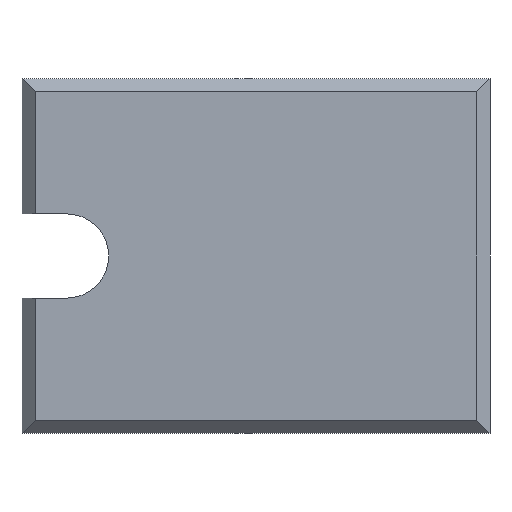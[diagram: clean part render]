
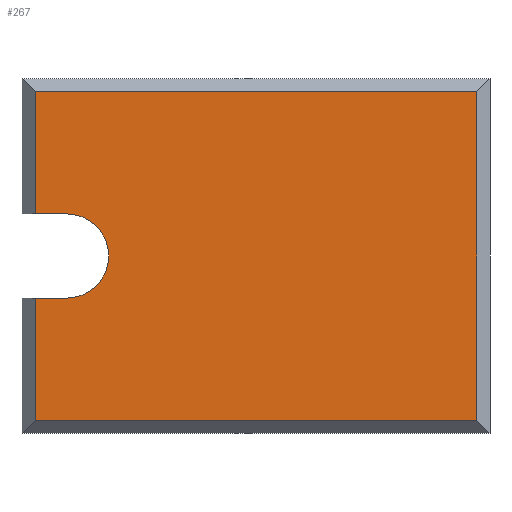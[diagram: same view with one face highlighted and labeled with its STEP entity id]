
A CAD part, front view. The second image highlights one B-rep face of the part: STEP entity #267.
In plain terms, the highlighted planar face has unit normal (0, -1, 0).
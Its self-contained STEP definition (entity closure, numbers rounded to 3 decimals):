
#3 = VECTOR ( 'NONE', #406, 1000. ) ;
#18 = VERTEX_POINT ( 'NONE', #434 ) ;
#33 = LINE ( 'NONE', #863, #491 ) ;
#45 = DIRECTION ( 'NONE',  ( -1., 0., 0. ) ) ;
#52 = CARTESIAN_POINT ( 'NONE',  ( -15.75, 0., -3.5 ) ) ;
#70 = DIRECTION ( 'NONE',  ( 0., 1., 0. ) ) ;
#95 = LINE ( 'NONE', #567, #342 ) ;
#127 = VERTEX_POINT ( 'NONE', #222 ) ;
#129 = CARTESIAN_POINT ( 'NONE',  ( -18.35, 0., -3.5 ) ) ;
#136 = CARTESIAN_POINT ( 'NONE',  ( -18.35, 0., 0. ) ) ;
#164 = CARTESIAN_POINT ( 'NONE',  ( 0., 0., 3.5 ) ) ;
#173 = VERTEX_POINT ( 'NONE', #129 ) ;
#179 = AXIS2_PLACEMENT_3D ( 'NONE', #206, #70, #340 ) ;
#206 = CARTESIAN_POINT ( 'NONE',  ( 0., 0., 0. ) ) ;
#209 = FACE_OUTER_BOUND ( 'NONE', #819, .T. ) ;
#216 = ORIENTED_EDGE ( 'NONE', *, *, #691, .T. ) ;
#222 = CARTESIAN_POINT ( 'NONE',  ( -18.35, 0., -13.65 ) ) ;
#227 = DIRECTION ( 'NONE',  ( -1., 0., 0. ) ) ;
#230 = VERTEX_POINT ( 'NONE', #833 ) ;
#234 = DIRECTION ( 'NONE',  ( 0., -1., 0. ) ) ;
#243 = DIRECTION ( 'NONE',  ( -1., 0., 0. ) ) ;
#250 = EDGE_CURVE ( 'NONE', #589, #173, #846, .T. ) ;
#251 = ORIENTED_EDGE ( 'NONE', *, *, #748, .T. ) ;
#267 = ADVANCED_FACE ( 'NONE', ( #209 ), #536, .F. ) ;
#322 = ORIENTED_EDGE ( 'NONE', *, *, #756, .F. ) ;
#325 = EDGE_CURVE ( 'NONE', #736, #780, #409, .T. ) ;
#336 = ORIENTED_EDGE ( 'NONE', *, *, #600, .T. ) ;
#340 = DIRECTION ( 'NONE',  ( 0., 0., 1. ) ) ;
#342 = VECTOR ( 'NONE', #360, 1000. ) ;
#351 = DIRECTION ( 'NONE',  ( 0., 0., 1. ) ) ;
#355 = ORIENTED_EDGE ( 'NONE', *, *, #325, .T. ) ;
#360 = DIRECTION ( 'NONE',  ( 0., 0., -1. ) ) ;
#366 = CARTESIAN_POINT ( 'NONE',  ( -18.35, 0., 3.5 ) ) ;
#406 = DIRECTION ( 'NONE',  ( 0., 0., -1. ) ) ;
#409 = LINE ( 'NONE', #136, #3 ) ;
#412 = VECTOR ( 'NONE', #794, 1000. ) ;
#426 = EDGE_CURVE ( 'NONE', #173, #127, #95, .T. ) ;
#434 = CARTESIAN_POINT ( 'NONE',  ( 18.35, 0., -13.65 ) ) ;
#437 = CARTESIAN_POINT ( 'NONE',  ( -18.35, 0., 13.65 ) ) ;
#464 = EDGE_CURVE ( 'NONE', #589, #230, #601, .T. ) ;
#491 = VECTOR ( 'NONE', #782, 1000. ) ;
#495 = CARTESIAN_POINT ( 'NONE',  ( 0., 0., 13.65 ) ) ;
#514 = LINE ( 'NONE', #495, #744 ) ;
#536 = PLANE ( 'NONE',  #179 ) ;
#567 = CARTESIAN_POINT ( 'NONE',  ( -18.35, 0., 0. ) ) ;
#589 = VERTEX_POINT ( 'NONE', #52 ) ;
#600 = EDGE_CURVE ( 'NONE', #127, #18, #651, .T. ) ;
#601 = CIRCLE ( 'NONE', #858, 3.5 ) ;
#644 = ORIENTED_EDGE ( 'NONE', *, *, #464, .F. ) ;
#651 = LINE ( 'NONE', #853, #412 ) ;
#686 = ORIENTED_EDGE ( 'NONE', *, *, #250, .T. ) ;
#691 = EDGE_CURVE ( 'NONE', #18, #827, #33, .T. ) ;
#692 = ORIENTED_EDGE ( 'NONE', *, *, #426, .T. ) ;
#706 = CARTESIAN_POINT ( 'NONE',  ( 0., 0., -3.5 ) ) ;
#736 = VERTEX_POINT ( 'NONE', #437 ) ;
#744 = VECTOR ( 'NONE', #243, 1000. ) ;
#748 = EDGE_CURVE ( 'NONE', #827, #736, #514, .T. ) ;
#756 = EDGE_CURVE ( 'NONE', #230, #780, #771, .T. ) ;
#771 = LINE ( 'NONE', #164, #813 ) ;
#773 = CARTESIAN_POINT ( 'NONE',  ( -15.75, 0., 0. ) ) ;
#780 = VERTEX_POINT ( 'NONE', #366 ) ;
#782 = DIRECTION ( 'NONE',  ( 0., 0., 1. ) ) ;
#794 = DIRECTION ( 'NONE',  ( 1., 0., 0. ) ) ;
#805 = CARTESIAN_POINT ( 'NONE',  ( 18.35, 0., 13.65 ) ) ;
#813 = VECTOR ( 'NONE', #45, 1000. ) ;
#819 = EDGE_LOOP ( 'NONE', ( #251, #355, #322, #644, #686, #692, #336, #216 ) ) ;
#827 = VERTEX_POINT ( 'NONE', #805 ) ;
#833 = CARTESIAN_POINT ( 'NONE',  ( -15.75, 0., 3.5 ) ) ;
#843 = VECTOR ( 'NONE', #227, 1000. ) ;
#846 = LINE ( 'NONE', #706, #843 ) ;
#853 = CARTESIAN_POINT ( 'NONE',  ( 0., 0., -13.65 ) ) ;
#858 = AXIS2_PLACEMENT_3D ( 'NONE', #773, #234, #351 ) ;
#863 = CARTESIAN_POINT ( 'NONE',  ( 18.35, 0., 0. ) ) ;
